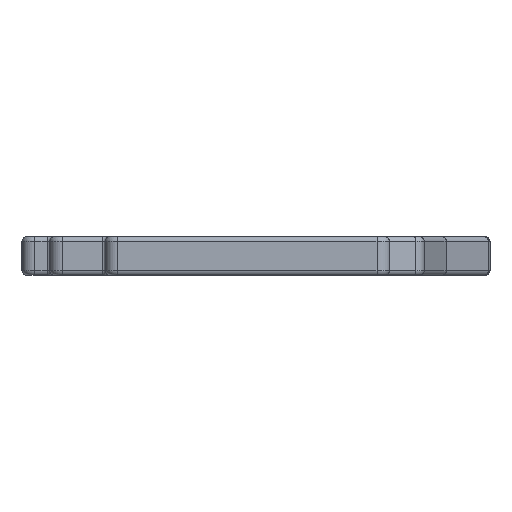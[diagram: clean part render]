
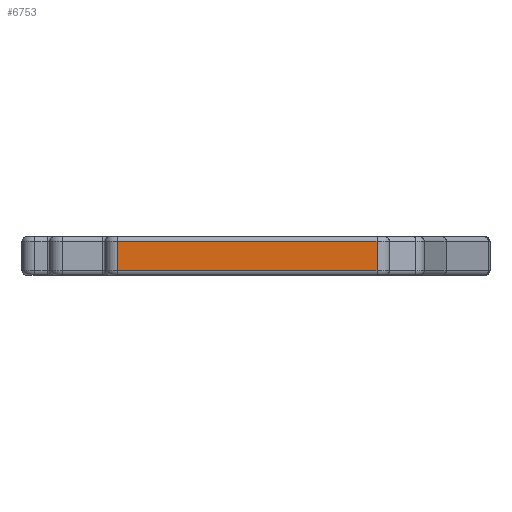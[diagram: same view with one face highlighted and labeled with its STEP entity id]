
A CAD part, left-side view. The second image highlights one B-rep face of the part: STEP entity #6753.
In plain terms, the highlighted planar face has unit normal (-1, 0, 0).
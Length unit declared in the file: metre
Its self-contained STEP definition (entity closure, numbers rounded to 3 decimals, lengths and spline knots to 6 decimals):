
#1996=ORIENTED_EDGE('',*,*,#3493,.F.);
#1997=ORIENTED_EDGE('',*,*,#3494,.T.);
#1998=ORIENTED_EDGE('',*,*,#3490,.T.);
#1999=ORIENTED_EDGE('',*,*,#3495,.T.);
#3490=EDGE_CURVE('',#4286,#4287,#4815,.T.);
#3493=EDGE_CURVE('',#4288,#4289,#4816,.T.);
#3494=EDGE_CURVE('',#4288,#4286,#4817,.T.);
#3495=EDGE_CURVE('',#4287,#4289,#4818,.F.);
#4286=VERTEX_POINT('',#11575);
#4287=VERTEX_POINT('',#11576);
#4288=VERTEX_POINT('',#11581);
#4289=VERTEX_POINT('',#11582);
#4815=LINE('',#11574,#5315);
#4816=LINE('',#11580,#5316);
#4817=LINE('',#11583,#5317);
#4818=LINE('',#11584,#5318);
#5315=VECTOR('',#9302,1.);
#5316=VECTOR('',#9309,1.);
#5317=VECTOR('',#9310,1.);
#5318=VECTOR('',#9311,1.);
#5739=EDGE_LOOP('',(#1996,#1997,#1998,#1999));
#6195=FACE_BOUND('',#5739,.T.);
#6469=PLANE('',#7505);
#6753=ADVANCED_FACE('',(#6195),#6469,.T.);
#7505=AXIS2_PLACEMENT_3D('',#11579,#9307,#9308);
#9302=DIRECTION('',(0.,0.,-1.));
#9307=DIRECTION('',(-1.,0.,0.));
#9308=DIRECTION('',(0.,0.,1.));
#9309=DIRECTION('',(0.,0.,-1.));
#9310=DIRECTION('',(0.,1.,0.));
#9311=DIRECTION('',(0.,1.,0.));
#11574=CARTESIAN_POINT('',(-0.059077,0.029956,0.002));
#11575=CARTESIAN_POINT('',(-0.059077,0.029956,0.007345));
#11576=CARTESIAN_POINT('',(-0.059077,0.029956,0.001));
#11579=CARTESIAN_POINT('',(-0.059077,0.001881,0.002));
#11580=CARTESIAN_POINT('',(-0.059077,-0.026194,0.002));
#11581=CARTESIAN_POINT('',(-0.059077,-0.026194,0.007345));
#11582=CARTESIAN_POINT('',(-0.059077,-0.026194,0.001));
#11583=CARTESIAN_POINT('',(-0.059077,0.001881,0.007345));
#11584=CARTESIAN_POINT('',(-0.059077,-0.026194,0.001));
